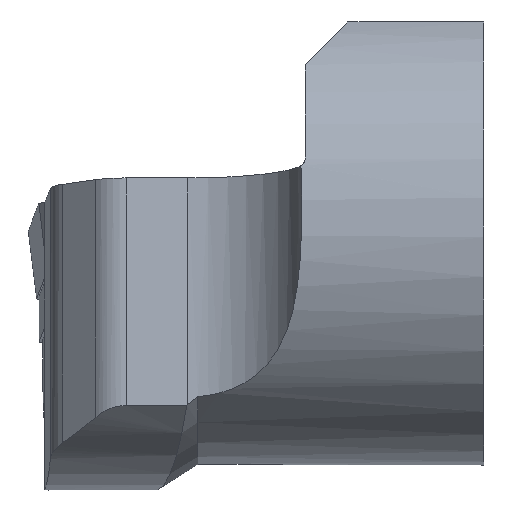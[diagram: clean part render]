
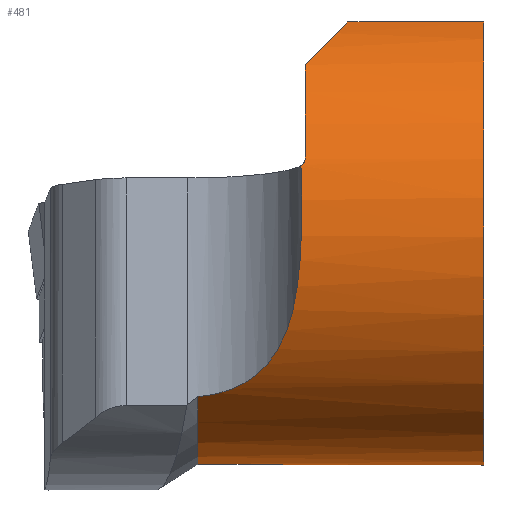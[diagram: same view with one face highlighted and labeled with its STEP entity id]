
A CAD part, front view. The second image highlights one B-rep face of the part: STEP entity #481.
In plain terms, the highlighted cylindrical face has radius 16 mm (diameter 32 mm), a partial arc.
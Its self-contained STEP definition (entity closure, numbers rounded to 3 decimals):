
#83=B_SPLINE_CURVE_WITH_KNOTS('',3,(#1983,#1984,#1985,#1986,#1987,#1988,
#1989,#1990,#1991,#1992),.UNSPECIFIED.,.F.,.F.,(4,2,2,2,4),(0.,0.25,0.5,
0.75,1.),.UNSPECIFIED.);
#86=B_SPLINE_CURVE_WITH_KNOTS('',3,(#2019,#2020,#2021,#2022,#2023,#2024,
#2025,#2026,#2027,#2028,#2029,#2030,#2031),.UNSPECIFIED.,.F.,.F.,(4,3,3,
3,4),(0.,0.116,0.413,0.706,1.),
 .UNSPECIFIED.);
#87=B_SPLINE_CURVE_WITH_KNOTS('',3,(#2033,#2034,#2035,#2036,#2037,#2038,
#2039,#2040,#2041,#2042),.UNSPECIFIED.,.F.,.F.,(4,2,2,2,4),(0.,0.25,0.5,
0.75,1.),.UNSPECIFIED.);
#100=ELLIPSE('',#1371,22.627,16.);
#101=ELLIPSE('',#1373,22.627,16.);
#109=CYLINDRICAL_SURFACE('',#1374,16.);
#424=CIRCLE('',#1342,16.);
#425=CIRCLE('',#1343,16.);
#435=CIRCLE('',#1369,16.);
#436=CIRCLE('',#1372,16.);
#481=ADVANCED_FACE('',(#567),#109,.T.);
#567=FACE_OUTER_BOUND('',#619,.T.);
#619=EDGE_LOOP('',(#829,#830,#831,#832,#833,#834,#835,#836,#837,#838,#839));
#829=ORIENTED_EDGE('',*,*,#1110,.T.);
#830=ORIENTED_EDGE('',*,*,#1112,.F.);
#831=ORIENTED_EDGE('',*,*,#1108,.T.);
#832=ORIENTED_EDGE('',*,*,#1113,.T.);
#833=ORIENTED_EDGE('',*,*,#1072,.F.);
#834=ORIENTED_EDGE('',*,*,#1114,.T.);
#835=ORIENTED_EDGE('',*,*,#1115,.T.);
#836=ORIENTED_EDGE('',*,*,#1116,.T.);
#837=ORIENTED_EDGE('',*,*,#1103,.T.);
#838=ORIENTED_EDGE('',*,*,#1069,.F.);
#839=ORIENTED_EDGE('',*,*,#1117,.T.);
#959=VERTEX_POINT('',#1808);
#960=VERTEX_POINT('',#1809);
#962=VERTEX_POINT('',#1813);
#963=VERTEX_POINT('',#1815);
#981=VERTEX_POINT('',#1993);
#984=VERTEX_POINT('',#2008);
#985=VERTEX_POINT('',#2009);
#986=VERTEX_POINT('',#2011);
#987=VERTEX_POINT('',#2013);
#988=VERTEX_POINT('',#2032);
#989=VERTEX_POINT('',#2043);
#1069=EDGE_CURVE('',#959,#960,#424,.T.);
#1072=EDGE_CURVE('',#962,#963,#425,.T.);
#1103=EDGE_CURVE('',#981,#960,#83,.T.);
#1108=EDGE_CURVE('',#984,#985,#1207,.T.);
#1110=EDGE_CURVE('',#987,#986,#1209,.T.);
#1112=EDGE_CURVE('',#984,#986,#435,.T.);
#1113=EDGE_CURVE('',#985,#963,#100,.T.);
#1114=EDGE_CURVE('',#962,#988,#86,.T.);
#1115=EDGE_CURVE('',#988,#989,#87,.T.);
#1116=EDGE_CURVE('',#989,#981,#436,.T.);
#1117=EDGE_CURVE('',#959,#987,#101,.T.);
#1207=LINE('',#2007,#1289);
#1209=LINE('',#2012,#1291);
#1289=VECTOR('',#1600,1.);
#1291=VECTOR('',#1602,1.);
#1342=AXIS2_PLACEMENT_3D('',#1807,#1530,#1531);
#1343=AXIS2_PLACEMENT_3D('',#1814,#1534,#1535);
#1369=AXIS2_PLACEMENT_3D('',#2016,#1606,#1607);
#1371=AXIS2_PLACEMENT_3D('',#2018,#1610,#1611);
#1372=AXIS2_PLACEMENT_3D('',#2044,#1612,#1613);
#1373=AXIS2_PLACEMENT_3D('',#2045,#1614,#1615);
#1374=AXIS2_PLACEMENT_3D('',#2046,#1616,#1617);
#1530=DIRECTION('',(-1.,0.,0.));
#1531=DIRECTION('',(0.,-1.,0.));
#1534=DIRECTION('',(-1.,0.,0.));
#1535=DIRECTION('',(0.,-1.,0.));
#1600=DIRECTION('',(-1.,0.,0.));
#1602=DIRECTION('',(1.,0.,0.));
#1606=DIRECTION('',(1.,0.,0.));
#1607=DIRECTION('',(0.,0.,1.));
#1610=DIRECTION('',(0.707,0.,-0.707));
#1611=DIRECTION('',(-0.707,0.,-0.707));
#1612=DIRECTION('',(1.,0.,0.));
#1613=DIRECTION('',(0.,0.,1.));
#1614=DIRECTION('',(0.707,0.,-0.707));
#1615=DIRECTION('',(-0.707,0.,-0.707));
#1616=DIRECTION('',(-1.,0.,0.));
#1617=DIRECTION('',(0.,0.,1.));
#1807=CARTESIAN_POINT('',(19.5,0.,0.));
#1808=CARTESIAN_POINT('',(19.5,10.583,12.));
#1809=CARTESIAN_POINT('',(19.5,14.493,6.778));
#1813=CARTESIAN_POINT('',(19.5,-15.058,5.41));
#1814=CARTESIAN_POINT('',(19.5,0.,0.));
#1815=CARTESIAN_POINT('',(19.5,-10.583,12.));
#1983=CARTESIAN_POINT('',(12.,9.053,-13.193));
#1984=CARTESIAN_POINT('',(14.366,8.912,-13.289));
#1985=CARTESIAN_POINT('',(16.724,9.773,-12.782));
#1986=CARTESIAN_POINT('',(19.945,12.246,-10.438));
#1987=CARTESIAN_POINT('',(20.813,13.689,-8.601));
#1988=CARTESIAN_POINT('',(21.676,15.569,-4.358));
#1989=CARTESIAN_POINT('',(21.735,16.044,-1.996));
#1990=CARTESIAN_POINT('',(21.279,15.949,2.655));
#1991=CARTESIAN_POINT('',(20.733,15.337,4.973));
#1992=CARTESIAN_POINT('',(19.5,14.493,6.778));
#1993=CARTESIAN_POINT('',(12.,9.053,-13.193));
#2007=CARTESIAN_POINT('',(0.,-5.568,15.));
#2008=CARTESIAN_POINT('',(32.,-5.568,15.));
#2009=CARTESIAN_POINT('',(22.5,-5.568,15.));
#2011=CARTESIAN_POINT('',(32.,5.568,15.));
#2012=CARTESIAN_POINT('',(0.,5.568,15.));
#2013=CARTESIAN_POINT('',(22.5,5.568,15.));
#2016=CARTESIAN_POINT('',(32.,0.,0.));
#2018=CARTESIAN_POINT('',(7.5,0.,0.));
#2019=CARTESIAN_POINT('',(19.5,-15.058,5.41));
#2020=CARTESIAN_POINT('',(19.5,-15.065,5.389));
#2021=CARTESIAN_POINT('',(19.499,-15.073,5.368));
#2022=CARTESIAN_POINT('',(19.496,-15.08,5.347));
#2023=CARTESIAN_POINT('',(19.488,-15.099,5.294));
#2024=CARTESIAN_POINT('',(19.472,-15.117,5.241));
#2025=CARTESIAN_POINT('',(19.446,-15.134,5.193));
#2026=CARTESIAN_POINT('',(19.421,-15.15,5.146));
#2027=CARTESIAN_POINT('',(19.388,-15.165,5.101));
#2028=CARTESIAN_POINT('',(19.348,-15.177,5.064));
#2029=CARTESIAN_POINT('',(19.308,-15.19,5.027));
#2030=CARTESIAN_POINT('',(19.261,-15.2,4.995));
#2031=CARTESIAN_POINT('',(19.21,-15.208,4.973));
#2032=CARTESIAN_POINT('',(19.21,-15.208,4.973));
#2033=CARTESIAN_POINT('',(19.21,-15.208,4.973));
#2034=CARTESIAN_POINT('',(19.293,-15.748,3.321));
#2035=CARTESIAN_POINT('',(19.297,-16.015,1.583));
#2036=CARTESIAN_POINT('',(19.161,-15.984,-1.874));
#2037=CARTESIAN_POINT('',(19.022,-15.68,-3.603));
#2038=CARTESIAN_POINT('',(18.258,-14.58,-6.802));
#2039=CARTESIAN_POINT('',(17.613,-13.764,-8.268));
#2040=CARTESIAN_POINT('',(15.335,-12.198,-10.44));
#2041=CARTESIAN_POINT('',(13.752,-11.548,-11.076));
#2042=CARTESIAN_POINT('',(12.,-11.415,-11.211));
#2043=CARTESIAN_POINT('',(12.,-11.415,-11.211));
#2044=CARTESIAN_POINT('',(12.,0.,0.));
#2045=CARTESIAN_POINT('',(7.5,0.,0.));
#2046=CARTESIAN_POINT('',(0.,0.,0.));
